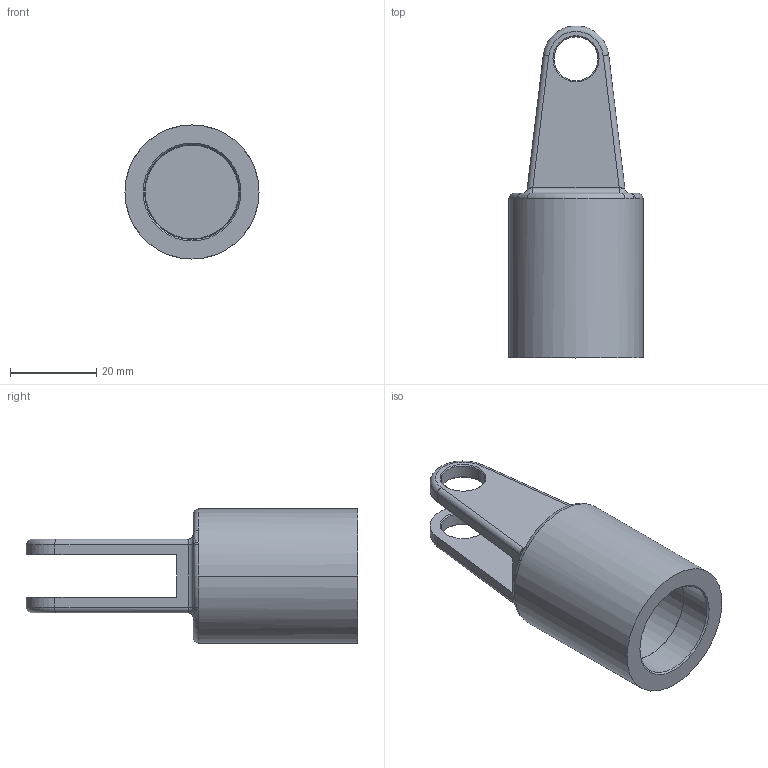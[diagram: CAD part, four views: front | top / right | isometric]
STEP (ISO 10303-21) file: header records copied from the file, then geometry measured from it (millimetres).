
FILE_DESCRIPTION (( 'STEP AP214' ), '1' );
FILE_NAME ('PulleyAdapterV2.STEP', '2025-03-11T17:58:02', ( '' ), ( '' ), 'SwSTEP 2.0', 'SolidWorks 2023', '' );
FILE_SCHEMA (( 'AUTOMOTIVE_DESIGN' ));
Length unit declared in the file: inch
Products named in the file (1): PulleyAdapterV2
Bounding box: 31.04 x 76.81 x 31.04 mm (x, y, z)
Volume: 22046.9 mm3; surface area: 10181.4 mm2
Topology: 1 solids, 1 shells, 69 faces, 154 edges, 91 vertices
Faces by surface type: cylinder 24, plane 16, bspline 12, cone 10, torus 7
Entity records: 2225 total; most frequent: CARTESIAN_POINT 703, DIRECTION 324, ORIENTED_EDGE 308, EDGE_CURVE 154, AXIS2_PLACEMENT_3D 136, VERTEX_POINT 91, CIRCLE 78, EDGE_LOOP 77
